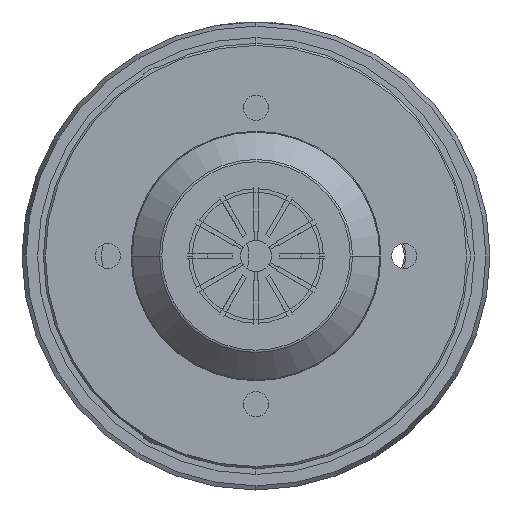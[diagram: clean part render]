
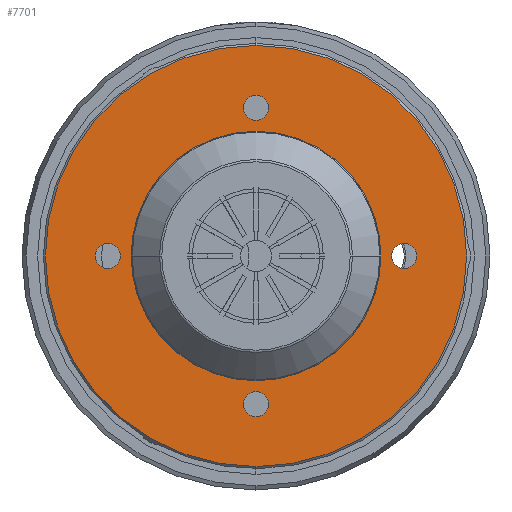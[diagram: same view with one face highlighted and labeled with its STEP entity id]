
A CAD part, left-side view. The second image highlights one B-rep face of the part: STEP entity #7701.
In plain terms, the highlighted planar face has unit normal (-1, 0, 0).
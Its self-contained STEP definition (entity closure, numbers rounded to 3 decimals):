
#3 = CIRCLE ( 'NONE', #7123, 0.8 ) ;
#5 = CIRCLE ( 'NONE', #7370, 0.8 ) ;
#10 = CIRCLE ( 'NONE', #7124, 7.2 ) ;
#15 = CIRCLE ( 'NONE', #7128, 0.8 ) ;
#19 = CIRCLE ( 'NONE', #7132, 0.8 ) ;
#997 = CARTESIAN_POINT ( 'NONE',  ( -93.125, 22.919, 36.476 ) ) ;
#1015 = DIRECTION ( 'NONE',  ( 1., 0., 0. ) ) ;
#1058 = DIRECTION ( 'NONE',  ( 0., 0., -1. ) ) ;
#1166 = PLANE ( 'NONE',  #7497 ) ;
#1689 = FACE_BOUND ( 'NONE', #6297, .T. ) ;
#1690 = FACE_BOUND ( 'NONE', #6236, .T. ) ;
#1691 = FACE_BOUND ( 'NONE', #6173, .T. ) ;
#1750 = FACE_BOUND ( 'NONE', #6428, .T. ) ;
#1751 = FACE_OUTER_BOUND ( 'NONE', #6233, .T. ) ;
#1817 = FACE_BOUND ( 'NONE', #6265, .T. ) ;
#2179 = VERTEX_POINT ( 'NONE', #3067 ) ;
#2206 = VERTEX_POINT ( 'NONE', #3199 ) ;
#2209 = VERTEX_POINT ( 'NONE', #3195 ) ;
#2264 = VERTEX_POINT ( 'NONE', #3148 ) ;
#2266 = VERTEX_POINT ( 'NONE', #3188 ) ;
#2465 = VERTEX_POINT ( 'NONE', #7936 ) ;
#2466 = VERTEX_POINT ( 'NONE', #7937 ) ;
#2580 = VERTEX_POINT ( 'NONE', #8018 ) ;
#2716 = VERTEX_POINT ( 'NONE', #8000 ) ;
#2726 = VERTEX_POINT ( 'NONE', #7987 ) ;
#2746 = VERTEX_POINT ( 'NONE', #7977 ) ;
#2806 = VERTEX_POINT ( 'NONE', #8162 ) ;
#3067 = CARTESIAN_POINT ( 'NONE',  ( -93.125, 9.419, 26.176 ) ) ;
#3148 = CARTESIAN_POINT ( 'NONE',  ( -93.125, -0.081, 35.676 ) ) ;
#3188 = CARTESIAN_POINT ( 'NONE',  ( -93.125, -0.081, 37.276 ) ) ;
#3195 = CARTESIAN_POINT ( 'NONE',  ( -93.125, 9.419, 27.776 ) ) ;
#3199 = CARTESIAN_POINT ( 'NONE',  ( -93.125, 9.419, 22.976 ) ) ;
#3366 = CARTESIAN_POINT ( 'NONE',  ( -93.125, 9.419, 45.976 ) ) ;
#3367 = DIRECTION ( 'NONE',  ( -1., 0., 0. ) ) ;
#3368 = DIRECTION ( 'NONE',  ( 0., 0., 1. ) ) ;
#3372 = CARTESIAN_POINT ( 'NONE',  ( -93.125, 9.419, 36.476 ) ) ;
#3373 = DIRECTION ( 'NONE',  ( -1., 0., 0. ) ) ;
#3374 = DIRECTION ( 'NONE',  ( 0., 0., 1. ) ) ;
#3380 = CARTESIAN_POINT ( 'NONE',  ( -93.125, 9.419, 36.476 ) ) ;
#3381 = DIRECTION ( 'NONE',  ( -1., 0., 0. ) ) ;
#3382 = DIRECTION ( 'NONE',  ( 0., 0., 1. ) ) ;
#3392 = CARTESIAN_POINT ( 'NONE',  ( -93.125, 9.419, 36.476 ) ) ;
#3394 = DIRECTION ( 'NONE',  ( -1., 0., 0. ) ) ;
#3395 = DIRECTION ( 'NONE',  ( 0., 0., 1. ) ) ;
#3401 = CARTESIAN_POINT ( 'NONE',  ( -93.125, 18.919, 36.476 ) ) ;
#3402 = DIRECTION ( 'NONE',  ( -1., 0., 0. ) ) ;
#3403 = DIRECTION ( 'NONE',  ( 0., 0., 1. ) ) ;
#3412 = CARTESIAN_POINT ( 'NONE',  ( -93.125, 9.419, 26.976 ) ) ;
#3421 = DIRECTION ( 'NONE',  ( 0., 0., 1. ) ) ;
#3423 = DIRECTION ( 'NONE',  ( -1., 0., 0. ) ) ;
#3431 = DIRECTION ( 'NONE',  ( -1., 0., 0. ) ) ;
#3433 = CARTESIAN_POINT ( 'NONE',  ( -93.125, 9.419, 36.476 ) ) ;
#3441 = DIRECTION ( 'NONE',  ( 0., 0., 1. ) ) ;
#3442 = DIRECTION ( 'NONE',  ( -1., 0., 0. ) ) ;
#3443 = CARTESIAN_POINT ( 'NONE',  ( -93.125, 9.419, 26.976 ) ) ;
#3453 = DIRECTION ( 'NONE',  ( 0., 0., 1. ) ) ;
#3454 = DIRECTION ( 'NONE',  ( -1., 0., 0. ) ) ;
#3455 = CARTESIAN_POINT ( 'NONE',  ( -93.125, -0.081, 36.476 ) ) ;
#3458 = DIRECTION ( 'NONE',  ( 0., 0., 1. ) ) ;
#3476 = DIRECTION ( 'NONE',  ( -1., 0., 0. ) ) ;
#3480 = DIRECTION ( 'NONE',  ( -1., 0., 0. ) ) ;
#3481 = DIRECTION ( 'NONE',  ( 0., 0., 1. ) ) ;
#3482 = CARTESIAN_POINT ( 'NONE',  ( -93.125, -0.081, 36.476 ) ) ;
#3781 = CARTESIAN_POINT ( 'NONE',  ( -93.125, 9.419, 45.976 ) ) ;
#3792 = DIRECTION ( 'NONE',  ( -1., 0., 0. ) ) ;
#3794 = DIRECTION ( 'NONE',  ( 0., 0., 1. ) ) ;
#3796 = CARTESIAN_POINT ( 'NONE',  ( -93.125, 18.919, 36.476 ) ) ;
#4275 = DIRECTION ( 'NONE',  ( 0., 0., 1. ) ) ;
#4888 = EDGE_CURVE ( 'NONE', #2466, #2465, #9908, .T. ) ;
#4890 = EDGE_CURVE ( 'NONE', #2726, #2206, #9904, .T. ) ;
#4894 = EDGE_CURVE ( 'NONE', #2206, #2726, #9914, .T. ) ;
#4897 = EDGE_CURVE ( 'NONE', #2746, #2716, #9921, .T. ) ;
#4899 = EDGE_CURVE ( 'NONE', #2806, #2580, #9917, .T. ) ;
#4901 = EDGE_CURVE ( 'NONE', #2209, #2179, #5, .T. ) ;
#4903 = EDGE_CURVE ( 'NONE', #2266, #2264, #3, .T. ) ;
#4904 = EDGE_CURVE ( 'NONE', #2716, #2746, #10, .T. ) ;
#4908 = EDGE_CURVE ( 'NONE', #2264, #2266, #15, .T. ) ;
#4912 = EDGE_CURVE ( 'NONE', #2179, #2209, #19, .T. ) ;
#4916 = EDGE_CURVE ( 'NONE', #2580, #2806, #9808, .T. ) ;
#4920 = EDGE_CURVE ( 'NONE', #2465, #2466, #9812, .T. ) ;
#5941 = ORIENTED_EDGE ( 'NONE', *, *, #4904, .F. ) ;
#5942 = ORIENTED_EDGE ( 'NONE', *, *, #4894, .T. ) ;
#5943 = ORIENTED_EDGE ( 'NONE', *, *, #4916, .F. ) ;
#5944 = ORIENTED_EDGE ( 'NONE', *, *, #4912, .F. ) ;
#5945 = ORIENTED_EDGE ( 'NONE', *, *, #4899, .F. ) ;
#5947 = ORIENTED_EDGE ( 'NONE', *, *, #4890, .T. ) ;
#5949 = ORIENTED_EDGE ( 'NONE', *, *, #4903, .F. ) ;
#5950 = ORIENTED_EDGE ( 'NONE', *, *, #4888, .F. ) ;
#5951 = ORIENTED_EDGE ( 'NONE', *, *, #4920, .F. ) ;
#5997 = ORIENTED_EDGE ( 'NONE', *, *, #4897, .F. ) ;
#5999 = ORIENTED_EDGE ( 'NONE', *, *, #4908, .F. ) ;
#6037 = ORIENTED_EDGE ( 'NONE', *, *, #4901, .F. ) ;
#6173 = EDGE_LOOP ( 'NONE', ( #5949, #5999 ) ) ;
#6233 = EDGE_LOOP ( 'NONE', ( #5942, #5947 ) ) ;
#6236 = EDGE_LOOP ( 'NONE', ( #5997, #5941 ) ) ;
#6265 = EDGE_LOOP ( 'NONE', ( #5945, #5943 ) ) ;
#6297 = EDGE_LOOP ( 'NONE', ( #6037, #5944 ) ) ;
#6428 = EDGE_LOOP ( 'NONE', ( #5950, #5951 ) ) ;
#7114 = AXIS2_PLACEMENT_3D ( 'NONE', #3366, #3367, #3368 ) ;
#7118 = AXIS2_PLACEMENT_3D ( 'NONE', #3372, #3373, #3374 ) ;
#7123 = AXIS2_PLACEMENT_3D ( 'NONE', #3482, #3480, #3481 ) ;
#7124 = AXIS2_PLACEMENT_3D ( 'NONE', #3433, #3431, #3458 ) ;
#7128 = AXIS2_PLACEMENT_3D ( 'NONE', #3455, #3454, #3453 ) ;
#7132 = AXIS2_PLACEMENT_3D ( 'NONE', #3443, #3442, #3441 ) ;
#7135 = AXIS2_PLACEMENT_3D ( 'NONE', #3796, #3476, #4275 ) ;
#7137 = AXIS2_PLACEMENT_3D ( 'NONE', #3392, #3394, #3395 ) ;
#7138 = AXIS2_PLACEMENT_3D ( 'NONE', #3781, #3792, #3794 ) ;
#7189 = AXIS2_PLACEMENT_3D ( 'NONE', #3380, #3381, #3382 ) ;
#7306 = AXIS2_PLACEMENT_3D ( 'NONE', #3401, #3402, #3403 ) ;
#7370 = AXIS2_PLACEMENT_3D ( 'NONE', #3412, #3423, #3421 ) ;
#7497 = AXIS2_PLACEMENT_3D ( 'NONE', #997, #1015, #1058 ) ;
#7701 = ADVANCED_FACE ( 'NONE', ( #1750, #1691, #1689, #1817, #1690, #1751 ), #1166, .F. ) ;
#7936 = CARTESIAN_POINT ( 'NONE',  ( -93.125, 9.419, 45.176 ) ) ;
#7937 = CARTESIAN_POINT ( 'NONE',  ( -93.125, 9.419, 46.776 ) ) ;
#7977 = CARTESIAN_POINT ( 'NONE',  ( -93.125, 9.419, 43.676 ) ) ;
#7987 = CARTESIAN_POINT ( 'NONE',  ( -93.125, 9.419, 49.976 ) ) ;
#8000 = CARTESIAN_POINT ( 'NONE',  ( -93.125, 9.419, 29.276 ) ) ;
#8018 = CARTESIAN_POINT ( 'NONE',  ( -93.125, 18.919, 35.676 ) ) ;
#8162 = CARTESIAN_POINT ( 'NONE',  ( -93.125, 18.919, 37.276 ) ) ;
#9808 = CIRCLE ( 'NONE', #7135, 0.8 ) ;
#9812 = CIRCLE ( 'NONE', #7138, 0.8 ) ;
#9904 = CIRCLE ( 'NONE', #7118, 13.5 ) ;
#9908 = CIRCLE ( 'NONE', #7114, 0.8 ) ;
#9914 = CIRCLE ( 'NONE', #7189, 13.5 ) ;
#9917 = CIRCLE ( 'NONE', #7306, 0.8 ) ;
#9921 = CIRCLE ( 'NONE', #7137, 7.2 ) ;
